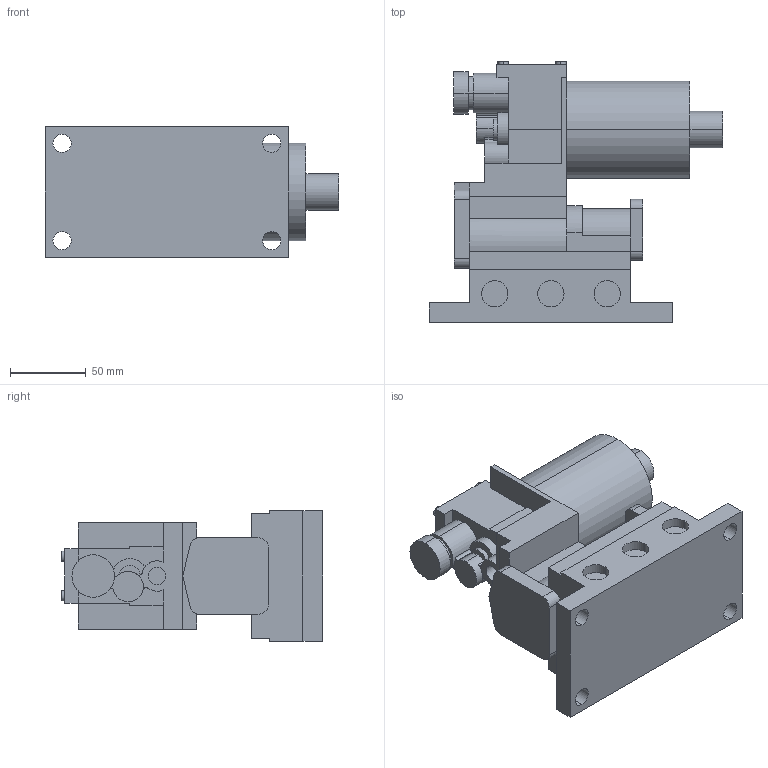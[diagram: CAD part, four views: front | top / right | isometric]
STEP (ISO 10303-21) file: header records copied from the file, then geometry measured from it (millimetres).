
FILE_DESCRIPTION (( 'STEP AP214' ), '1' );
FILE_NAME ('MVS2D-10A.STEP', '2025-09-02T08:05:24', ( '' ), ( '' ), 'SwSTEP 2.0', 'SolidWorks 2023', '' );
FILE_SCHEMA (( 'AUTOMOTIVE_DESIGN' ));
Length unit declared in the file: millimetre
Products named in the file (1): MVS2D-10A
Bounding box: 193 x 172 x 86 mm (x, y, z)
Volume: 1111940.8 mm3; surface area: 111569.2 mm2
Topology: 1 solids, 1 shells, 148 faces, 382 edges, 250 vertices
Faces by surface type: plane 83, cylinder 65
Entity records: 4581 total; most frequent: DIRECTION 828, CARTESIAN_POINT 781, ORIENTED_EDGE 764, EDGE_CURVE 382, AXIS2_PLACEMENT_3D 297, VERTEX_POINT 250, VECTOR 234, LINE 234
